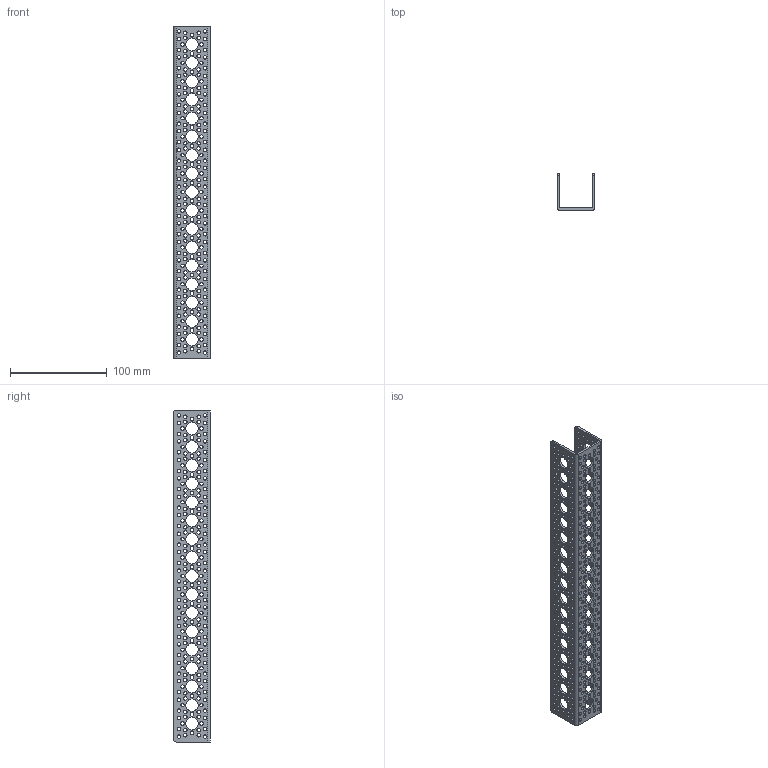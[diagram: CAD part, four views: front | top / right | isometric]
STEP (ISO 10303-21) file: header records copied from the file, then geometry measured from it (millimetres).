
FILE_DESCRIPTION (( 'STEP AP203' ), '1' );
FILE_NAME ('585456.STEP', '2016-08-22T19:45:13', ( '' ), ( '' ), 'SwSTEP 2.0', 'SolidWorks 2014', '' );
FILE_SCHEMA (( 'CONFIG_CONTROL_DESIGN' ));
Length unit declared in the file: inch
Products named in the file (1): 585456
Bounding box: 38.1 x 38.1 x 342.9 mm (x, y, z)
Volume: 56497.5 mm3; surface area: 71440.4 mm2
Topology: 1 solids, 1 shells, 1294 faces, 3876 edges, 2584 vertices
Faces by surface type: cylinder 1284, plane 10
Entity records: 47863 total; most frequent: DIRECTION 9034, CARTESIAN_POINT 7755, ORIENTED_EDGE 7752, EDGE_CURVE 3876, AXIS2_PLACEMENT_3D 3863, VERTEX_POINT 2584, EDGE_LOOP 2572, CIRCLE 2568
